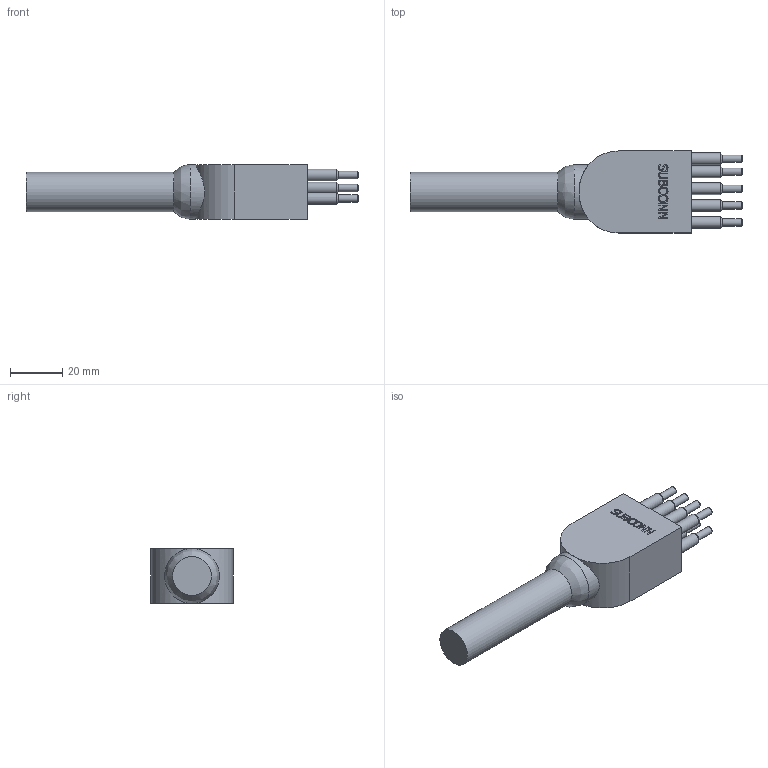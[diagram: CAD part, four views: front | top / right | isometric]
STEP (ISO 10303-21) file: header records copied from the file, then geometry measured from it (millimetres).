
FILE_DESCRIPTION(/* description */ ('LPIL 9M Subconn Conn'),/* implementation_level */ '2;1');
FILE_NAME(/* name */ 'LPIL 9M.stp',/* time_stamp */ '2014-11-14T13:57:44+01:00',/* author */ ('sh'),/* organization */ (''),/* preprocessor_version */ 'ST-DEVELOPER v15.2',/* originating_system */ 'Autodesk Inventor 2014',/* authorisation */ '');
FILE_SCHEMA (('AUTOMOTIVE_DESIGN { 1 0 10303 214 3 1 1 }'));
Length unit declared in the file: millimetre
Products named in the file (1): LPIL 9M
Bounding box: 127.5 x 31.5 x 21 mm (x, y, z)
Volume: 41309.9 mm3; surface area: 10587.6 mm2
Topology: 1 solids, 1 shells, 364 faces, 937 edges, 617 vertices
Faces by surface type: bspline 170, plane 154, cylinder 22, cone 18
Full cylindrical faces by diameter (mm): 2.8 x9, 4.5 x9, 15 x1, 21 x1
Entity records: 12339 total; most frequent: CARTESIAN_POINT 4664, ORIENTED_EDGE 1798, DIRECTION 1013, EDGE_CURVE 899, VERTEX_POINT 617, LINE 493, VECTOR 493, EDGE_LOOP 444
